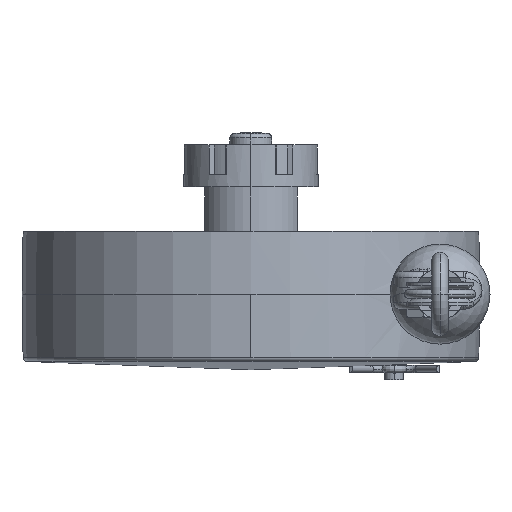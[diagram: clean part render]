
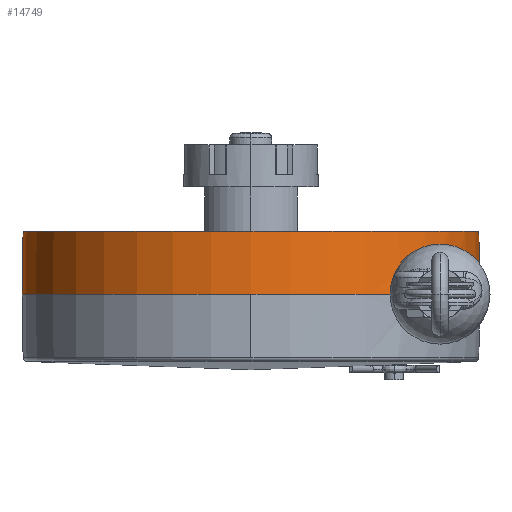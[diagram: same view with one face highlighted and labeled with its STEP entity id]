
A CAD part, front view. The second image highlights one B-rep face of the part: STEP entity #14749.
In plain terms, the highlighted conical face has half-angle 1 degrees and reference radius 54.5 mm.
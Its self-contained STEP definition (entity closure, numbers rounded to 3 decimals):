
#25 = DIRECTION ( 'NONE',  ( -1., 0., 0. ) ) ;
#653 = CIRCLE ( 'NONE', #3825, 54.5 ) ;
#816 = CARTESIAN_POINT ( 'NONE',  ( 52.704, -13.519, 5.751 ) ) ;
#940 = CARTESIAN_POINT ( 'NONE',  ( 54.494, -0.148, 0.336 ) ) ;
#1071 = CARTESIAN_POINT ( 'NONE',  ( 35.343, -41.404, 3.594 ) ) ;
#1215 = CARTESIAN_POINT ( 'NONE',  ( 54.471, -1.347, 0.769 ) ) ;
#1568 = CARTESIAN_POINT ( 'NONE',  ( -54.5, 0., 0. ) ) ;
#2388 = DIRECTION ( 'NONE',  ( 0., 0., 1. ) ) ;
#2782 = CARTESIAN_POINT ( 'NONE',  ( 54.213, -5.266, 2.423 ) ) ;
#3105 = ORIENTED_EDGE ( 'NONE', *, *, #18251, .F. ) ;
#3203 = CARTESIAN_POINT ( 'NONE',  ( 53.827, -8.38, 3.725 ) ) ;
#3348 = CARTESIAN_POINT ( 'NONE',  ( 50.32, -20.671, 8.212 ) ) ;
#3451 = FACE_OUTER_BOUND ( 'NONE', #8261, .T. ) ;
#3512 = AXIS2_PLACEMENT_3D ( 'NONE', #10107, #19101, #16828 ) ;
#3825 = AXIS2_PLACEMENT_3D ( 'NONE', #14899, #2388, #25 ) ;
#4083 = CARTESIAN_POINT ( 'NONE',  ( 54.238, 0., 15. ) ) ;
#4425 = EDGE_CURVE ( 'NONE', #4847, #17584, #7501, .T. ) ;
#4805 = DIRECTION ( 'NONE',  ( -0.017, 0., 1. ) ) ;
#4847 = VERTEX_POINT ( 'NONE', #12879 ) ;
#5000 = CARTESIAN_POINT ( 'NONE',  ( -54.5, 0., 0. ) ) ;
#5145 = CARTESIAN_POINT ( 'NONE',  ( 54.489, -0.555, 0.456 ) ) ;
#5288 = CARTESIAN_POINT ( 'NONE',  ( 40.171, -36.616, 8.975 ) ) ;
#5429 = CARTESIAN_POINT ( 'NONE',  ( 46.249, -28.528, 9.868 ) ) ;
#6098 = DIRECTION ( 'NONE',  ( 0., 0., -1. ) ) ;
#6137 = AXIS2_PLACEMENT_3D ( 'NONE', #14111, #6098, #14674 ) ;
#7181 = CARTESIAN_POINT ( 'NONE',  ( 0., 0., 15. ) ) ;
#7233 = CARTESIAN_POINT ( 'NONE',  ( 47.93, -25.618, 9.422 ) ) ;
#7501 = CIRCLE ( 'NONE', #3512, 54.5 ) ;
#7530 = CARTESIAN_POINT ( 'NONE',  ( 35.782, -41.002, 4.58 ) ) ;
#7618 = EDGE_CURVE ( 'NONE', #13970, #4847, #653, .T. ) ;
#7665 = CARTESIAN_POINT ( 'NONE',  ( 54.478, -1.085, 0.66 ) ) ;
#7905 = CONICAL_SURFACE ( 'NONE', #6137, 54.5, 0.017 ) ;
#8261 = EDGE_LOOP ( 'NONE', ( #9363, #27281, #15177, #3105, #22170, #15370 ) ) ;
#9220 = CARTESIAN_POINT ( 'NONE',  ( 51.453, -17.614, 7.222 ) ) ;
#9305 = DIRECTION ( 'NONE',  ( -1., 0., 0. ) ) ;
#9360 = CARTESIAN_POINT ( 'NONE',  ( 34.682, -42.041, 0. ) ) ;
#9363 = ORIENTED_EDGE ( 'NONE', *, *, #4425, .F. ) ;
#9491 = CARTESIAN_POINT ( 'NONE',  ( 47.393, -26.593, 9.601 ) ) ;
#9634 = CARTESIAN_POINT ( 'NONE',  ( 38.381, -38.505, 7.797 ) ) ;
#9785 = CARTESIAN_POINT ( 'NONE',  ( 54.493, -0.285, 0.372 ) ) ;
#10107 = CARTESIAN_POINT ( 'NONE',  ( 0., 0., 0. ) ) ;
#10120 = EDGE_CURVE ( 'NONE', #11102, #17504, #15726, .T. ) ;
#10404 = AXIS2_PLACEMENT_3D ( 'NONE', #7181, #17471, #9305 ) ;
#11102 = VERTEX_POINT ( 'NONE', #27712 ) ;
#11322 = CARTESIAN_POINT ( 'NONE',  ( 38.037, -38.851, 7.507 ) ) ;
#11475 = CARTESIAN_POINT ( 'NONE',  ( 42.311, -34.1, 9.749 ) ) ;
#11743 = CARTESIAN_POINT ( 'NONE',  ( 35.443, -41.313, 3.846 ) ) ;
#11890 = CARTESIAN_POINT ( 'NONE',  ( 52.424, -14.543, 6.134 ) ) ;
#12333 = VECTOR ( 'NONE', #13579, 1000. ) ;
#12479 = EDGE_CURVE ( 'NONE', #13970, #15016, #16350, .T. ) ;
#12648 = CARTESIAN_POINT ( 'NONE',  ( 34.682, -42.041, 0. ) ) ;
#12879 = CARTESIAN_POINT ( 'NONE',  ( 0., -54.5, 0. ) ) ;
#13579 = DIRECTION ( 'NONE',  ( 0.017, 0., 1. ) ) ;
#13585 = CARTESIAN_POINT ( 'NONE',  ( 51.799, -16.589, 6.869 ) ) ;
#13729 = CARTESIAN_POINT ( 'NONE',  ( 35.07, -41.654, 2.817 ) ) ;
#13970 = VERTEX_POINT ( 'NONE', #1568 ) ;
#13996 = CARTESIAN_POINT ( 'NONE',  ( 37.369, -39.509, 6.855 ) ) ;
#14111 = CARTESIAN_POINT ( 'NONE',  ( 0., 0., 0. ) ) ;
#14674 = DIRECTION ( 'NONE',  ( -1., 0., 0. ) ) ;
#14749 = ADVANCED_FACE ( 'NONE', ( #3451 ), #7905, .F. ) ;
#14899 = CARTESIAN_POINT ( 'NONE',  ( 0., 0., 0. ) ) ;
#15016 = VERTEX_POINT ( 'NONE', #27167 ) ;
#15177 = ORIENTED_EDGE ( 'NONE', *, *, #12479, .T. ) ;
#15370 = ORIENTED_EDGE ( 'NONE', *, *, #16063, .F. ) ;
#15668 = CARTESIAN_POINT ( 'NONE',  ( 34.926, -41.787, 2.267 ) ) ;
#15726 = LINE ( 'NONE', #24061, #21428 ) ;
#15790 = CARTESIAN_POINT ( 'NONE',  ( 37.044, -39.823, 6.491 ) ) ;
#15930 = CARTESIAN_POINT ( 'NONE',  ( 35.663, -41.112, 4.339 ) ) ;
#16063 = EDGE_CURVE ( 'NONE', #17584, #11102, #22688, .T. ) ;
#16079 = CARTESIAN_POINT ( 'NONE',  ( 39.434, -37.415, 8.576 ) ) ;
#16350 = LINE ( 'NONE', #5000, #12333 ) ;
#16828 = DIRECTION ( 'NONE',  ( -1., 0., 0. ) ) ;
#17471 = DIRECTION ( 'NONE',  ( 0., 0., -1. ) ) ;
#17504 = VERTEX_POINT ( 'NONE', #4083 ) ;
#17584 = VERTEX_POINT ( 'NONE', #12648 ) ;
#17939 = CARTESIAN_POINT ( 'NONE',  ( 54.415, -2.656, 1.318 ) ) ;
#18066 = CARTESIAN_POINT ( 'NONE',  ( 53.451, -10.44, 4.565 ) ) ;
#18251 = EDGE_CURVE ( 'NONE', #17504, #15016, #23430, .T. ) ;
#18355 = CARTESIAN_POINT ( 'NONE',  ( 43.346, -32.755, 9.918 ) ) ;
#19101 = DIRECTION ( 'NONE',  ( 0., 0., 1. ) ) ;
#20051 = CARTESIAN_POINT ( 'NONE',  ( 44.68, -30.907, 9.996 ) ) ;
#20191 = CARTESIAN_POINT ( 'NONE',  ( 43.687, -32.298, 9.955 ) ) ;
#20483 = CARTESIAN_POINT ( 'NONE',  ( 54.312, -4.223, 1.982 ) ) ;
#21428 = VECTOR ( 'NONE', #4805, 1000. ) ;
#22056 = CARTESIAN_POINT ( 'NONE',  ( 54.487, -0.688, 0.506 ) ) ;
#22170 = ORIENTED_EDGE ( 'NONE', *, *, #10120, .F. ) ;
#22184 = CARTESIAN_POINT ( 'NONE',  ( 34.732, -41.974, 1.145 ) ) ;
#22456 = CARTESIAN_POINT ( 'NONE',  ( 49.442, -22.67, 8.78 ) ) ;
#22592 = CARTESIAN_POINT ( 'NONE',  ( 45.638, -29.492, 9.956 ) ) ;
#22688 = B_SPLINE_CURVE_WITH_KNOTS ( 'NONE', 3,
 ( #9360, #26811, #22184, #15668, #13729, #1071, #11743, #15930, #7530, #24562, #26406, #15790, #13996, #11322, #9634, #16079, #5288, #24274, #11475, #18355, #20191, #24703, #20051, #22592, #5429, #9491, #7233, #22456, #3348, #9220, #13585, #11890, #816, #18066, #3203, #2782, #20483, #17939, #26531, #1215, #7665, #22056, #5145, #9785, #940, #24142 ),
 .UNSPECIFIED., .F., .F.,
 ( 4, 2, 2, 2, 2, 2, 2, 2, 2, 2, 2, 2, 2, 2, 2, 2, 2, 2, 2, 2, 2, 2, 4 ),
 ( 0., 0.031, 0.062, 0.078, 0.094, 0.125, 0.156, 0.187, 0.25, 0.312, 0.344, 0.375, 0.437, 0.5, 0.625, 0.687, 0.75, 0.875, 0.937, 0.969, 0.984, 0.992, 1. ),
 .UNSPECIFIED. ) ;
#23430 = CIRCLE ( 'NONE', #10404, 54.238 ) ;
#24061 = CARTESIAN_POINT ( 'NONE',  ( 54.5, 0., 0. ) ) ;
#24142 = CARTESIAN_POINT ( 'NONE',  ( 54.494, 0., 0.336 ) ) ;
#24274 = CARTESIAN_POINT ( 'NONE',  ( 41.605, -34.962, 9.559 ) ) ;
#24562 = CARTESIAN_POINT ( 'NONE',  ( 36.161, -40.654, 5.275 ) ) ;
#24703 = CARTESIAN_POINT ( 'NONE',  ( 44.354, -31.374, 9.994 ) ) ;
#26406 = CARTESIAN_POINT ( 'NONE',  ( 36.441, -40.394, 5.701 ) ) ;
#26531 = CARTESIAN_POINT ( 'NONE',  ( 54.442, -2.134, 1.097 ) ) ;
#26811 = CARTESIAN_POINT ( 'NONE',  ( 34.682, -42.027, 0.577 ) ) ;
#27167 = CARTESIAN_POINT ( 'NONE',  ( -54.238, 0., 15. ) ) ;
#27281 = ORIENTED_EDGE ( 'NONE', *, *, #7618, .F. ) ;
#27712 = CARTESIAN_POINT ( 'NONE',  ( 54.494, 0., 0.336 ) ) ;
